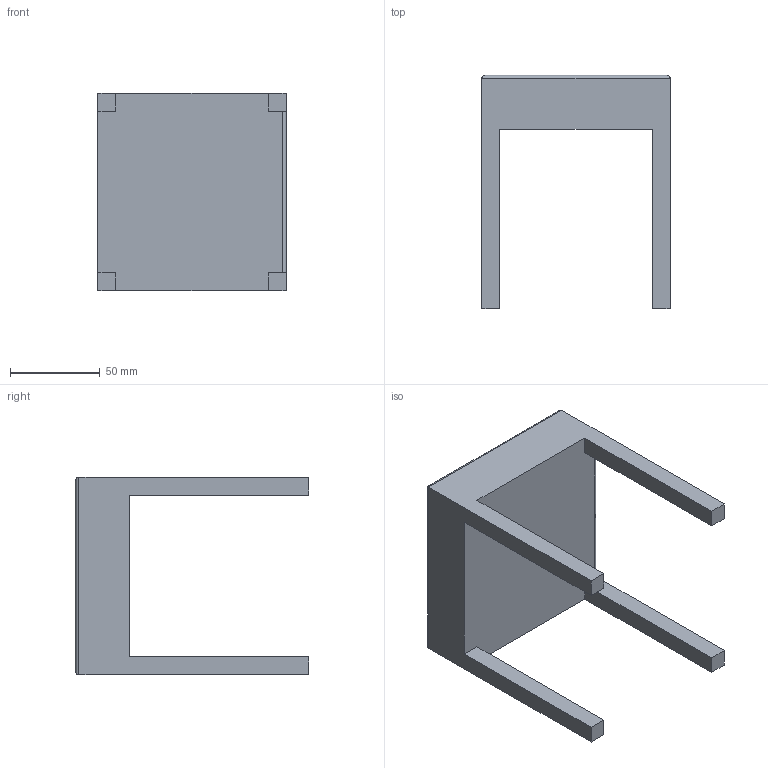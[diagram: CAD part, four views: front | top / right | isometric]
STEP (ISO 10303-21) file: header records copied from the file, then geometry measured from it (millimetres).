
FILE_DESCRIPTION(/* description */ (''),/* implementation_level */ '2;1');
FILE_NAME(/* name */ 'Base_carga_ipt_6a19208d.STEP',/* time_stamp */ '2021-02-07T23:04:49-06:00',/* author */ ('rotje'),/* organization */ (''),/* preprocessor_version */ 'ST-DEVELOPER v18.1',/* originating_system */ 'Autodesk Inventor 2021',/* authorisation */ '');
FILE_SCHEMA (('AUTOMOTIVE_DESIGN { 1 0 10303 214 3 1 1 }'));
Length unit declared in the file: millimetre
Products named in the file (1): Base_carga
Bounding box: 105 x 130 x 110 mm (x, y, z)
Volume: 185966.4 mm3; surface area: 75535 mm2
Topology: 1 solids, 1 shells, 28 faces, 71 edges, 46 vertices
Faces by surface type: plane 23, cylinder 5
Entity records: 870 total; most frequent: CARTESIAN_POINT 146, ORIENTED_EDGE 142, DIRECTION 135, EDGE_CURVE 71, LINE 65, VECTOR 65, VERTEX_POINT 46, AXIS2_PLACEMENT_3D 35
